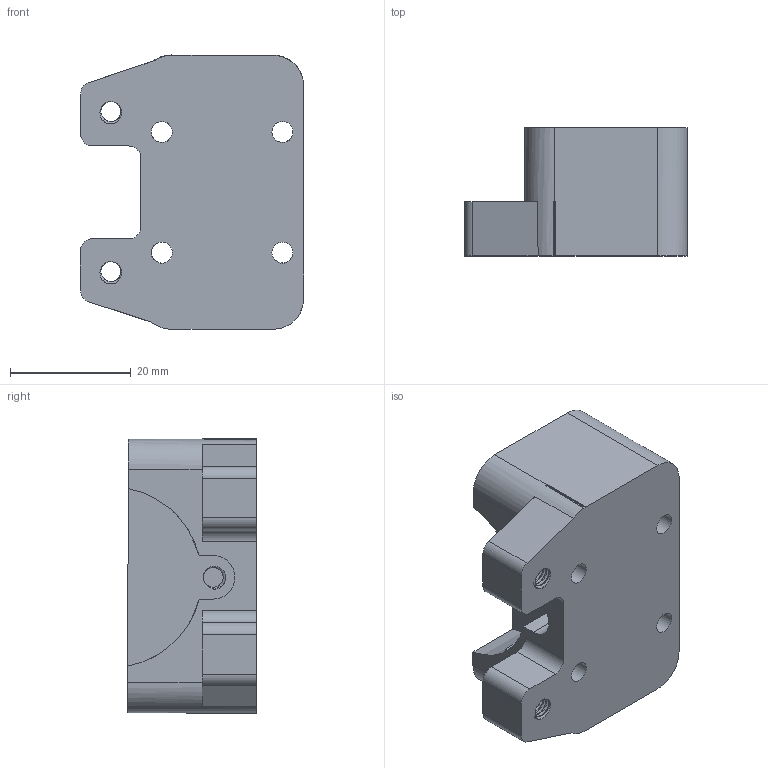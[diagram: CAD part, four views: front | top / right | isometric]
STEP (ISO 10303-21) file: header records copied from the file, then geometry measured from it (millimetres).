
FILE_DESCRIPTION(/* description */ (''),/* implementation_level */ '2;1');
FILE_NAME(/* name */ 'Y-Axis Distal Inferior Component.step',/* time_stamp */ '2022-05-20T09:28:06-07:00',/* author */ (''),/* organization */ (''),/* preprocessor_version */ 'ST-DEVELOPER v18.1',/* originating_system */ 'Autodesk Translation Framework v10.14.0.1471',/* authorisation */ '');
FILE_SCHEMA (('AUTOMOTIVE_DESIGN { 1 0 10303 214 3 1 1 }'));
Length unit declared in the file: millimetre
Products named in the file (1): Y-Axis Distal Inferior Component
Bounding box: 37 x 21.37 x 45.51 mm (x, y, z)
Volume: 23326.7 mm3; surface area: 7824.3 mm2
Topology: 1 solids, 1 shells, 143 faces, 402 edges, 268 vertices
Faces by surface type: cylinder 102, plane 27, bspline 14
Full cylindrical faces by diameter (mm): 3.332 x21, 4 x2, 4.109 x10
Entity records: 10402 total; most frequent: CARTESIAN_POINT 7022, ORIENTED_EDGE 804, DIRECTION 524, EDGE_CURVE 402, VERTEX_POINT 268, B_SPLINE_CURVE_WITH_KNOTS 193, AXIS2_PLACEMENT_3D 189, EDGE_LOOP 162
